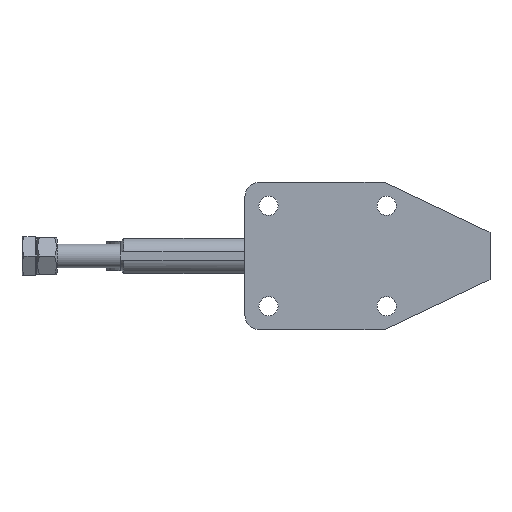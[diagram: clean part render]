
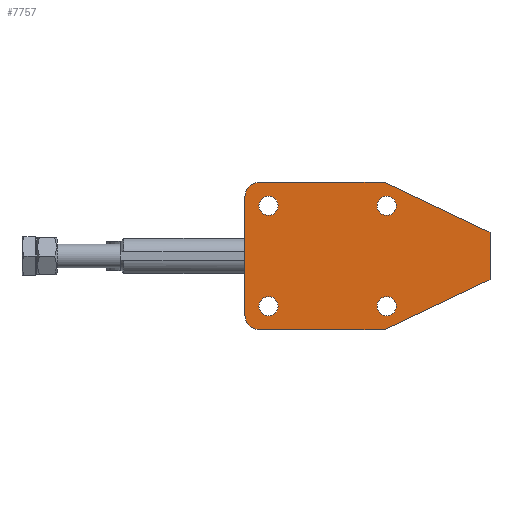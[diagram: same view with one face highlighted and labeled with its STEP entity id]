
A CAD part, front view. The second image highlights one B-rep face of the part: STEP entity #7757.
In plain terms, the highlighted planar face has unit normal (0, -1, 0).
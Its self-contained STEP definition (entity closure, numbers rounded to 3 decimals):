
#41 = VERTEX_POINT ( 'NONE', #8093 ) ;
#107 = DIRECTION ( 'NONE',  ( -1., 0., 0. ) ) ;
#148 = EDGE_CURVE ( 'NONE', #1941, #7390, #1802, .T. ) ;
#151 = AXIS2_PLACEMENT_3D ( 'NONE', #3421, #5864, #5544 ) ;
#157 = DIRECTION ( 'NONE',  ( -1., 0., 0. ) ) ;
#197 = LINE ( 'NONE', #7171, #3334 ) ;
#346 = DIRECTION ( 'NONE',  ( 0., 1., 0. ) ) ;
#405 = ORIENTED_EDGE ( 'NONE', *, *, #6350, .T. ) ;
#439 = CARTESIAN_POINT ( 'NONE',  ( -78., 0., 22. ) ) ;
#599 = CARTESIAN_POINT ( 'NONE',  ( -35., 0., -20. ) ) ;
#672 = ORIENTED_EDGE ( 'NONE', *, *, #2043, .T. ) ;
#683 = EDGE_CURVE ( 'NONE', #3046, #3703, #3100, .T. ) ;
#686 = LINE ( 'NONE', #1975, #3993 ) ;
#698 = CIRCLE ( 'NONE', #3455, 3.25 ) ;
#701 = FACE_BOUND ( 'NONE', #1829, .T. ) ;
#798 = VERTEX_POINT ( 'NONE', #6344 ) ;
#874 = EDGE_CURVE ( 'NONE', #3703, #1032, #7211, .T. ) ;
#1032 = VERTEX_POINT ( 'NONE', #3836 ) ;
#1039 = CARTESIAN_POINT ( 'NONE',  ( -31.75, 0., 14. ) ) ;
#1080 = EDGE_CURVE ( 'NONE', #3715, #7326, #4820, .T. ) ;
#1212 = DIRECTION ( 'NONE',  ( -1., 0., 0. ) ) ;
#1234 = EDGE_CURVE ( 'NONE', #6680, #41, #698, .T. ) ;
#1304 = CIRCLE ( 'NONE', #3840, 3.25 ) ;
#1403 = VERTEX_POINT ( 'NONE', #4039 ) ;
#1457 = CARTESIAN_POINT ( 'NONE',  ( -78.25, 0., -20. ) ) ;
#1492 = EDGE_CURVE ( 'NONE', #7390, #798, #197, .T. ) ;
#1499 = DIRECTION ( 'NONE',  ( 0., -1., 0. ) ) ;
#1704 = DIRECTION ( 'NONE',  ( 0., 1., 0. ) ) ;
#1705 = DIRECTION ( 'NONE',  ( -1., 0., 0. ) ) ;
#1742 = DIRECTION ( 'NONE',  ( -1., 0., 0. ) ) ;
#1758 = CARTESIAN_POINT ( 'NONE',  ( -75., 0., 14. ) ) ;
#1802 = LINE ( 'NONE', #3003, #1925 ) ;
#1829 = EDGE_LOOP ( 'NONE', ( #1986, #3128 ) ) ;
#1893 = DIRECTION ( 'NONE',  ( -0.904, 0., 0.428 ) ) ;
#1925 = VECTOR ( 'NONE', #6611, 1000. ) ;
#1941 = VERTEX_POINT ( 'NONE', #4106 ) ;
#1975 = CARTESIAN_POINT ( 'NONE',  ( -78., 0., 22. ) ) ;
#1986 = ORIENTED_EDGE ( 'NONE', *, *, #4271, .T. ) ;
#1999 = DIRECTION ( 'NONE',  ( 0., 1., 0. ) ) ;
#2043 = EDGE_CURVE ( 'NONE', #5742, #3046, #686, .T. ) ;
#2055 = AXIS2_PLACEMENT_3D ( 'NONE', #2707, #1499, #1742 ) ;
#2351 = ORIENTED_EDGE ( 'NONE', *, *, #1080, .F. ) ;
#2489 = CARTESIAN_POINT ( 'NONE',  ( -83., 0., -3. ) ) ;
#2492 = ORIENTED_EDGE ( 'NONE', *, *, #6828, .F. ) ;
#2558 = DIRECTION ( 'NONE',  ( -1., 0., 0. ) ) ;
#2572 = CARTESIAN_POINT ( 'NONE',  ( -31.75, 0., -20. ) ) ;
#2688 = VECTOR ( 'NONE', #4480, 1000. ) ;
#2692 = DIRECTION ( 'NONE',  ( 0., -1., 0. ) ) ;
#2707 = CARTESIAN_POINT ( 'NONE',  ( -78., 0., 17. ) ) ;
#2853 = DIRECTION ( 'NONE',  ( -1., 0., 0. ) ) ;
#2866 = DIRECTION ( 'NONE',  ( -1., 0., 0. ) ) ;
#2891 = LINE ( 'NONE', #7153, #2688 ) ;
#2909 = AXIS2_PLACEMENT_3D ( 'NONE', #4086, #346, #2853 ) ;
#2910 = CARTESIAN_POINT ( 'NONE',  ( -75., 0., -20. ) ) ;
#3003 = CARTESIAN_POINT ( 'NONE',  ( -35.27, 0., -27.711 ) ) ;
#3036 = ORIENTED_EDGE ( 'NONE', *, *, #7033, .F. ) ;
#3040 = DIRECTION ( 'NONE',  ( 0., -1., 0. ) ) ;
#3046 = VERTEX_POINT ( 'NONE', #439 ) ;
#3093 = CARTESIAN_POINT ( 'NONE',  ( -83., 0., 17. ) ) ;
#3097 = EDGE_CURVE ( 'NONE', #798, #1032, #8080, .T. ) ;
#3100 = CIRCLE ( 'NONE', #2055, 5. ) ;
#3113 = AXIS2_PLACEMENT_3D ( 'NONE', #2910, #1704, #157 ) ;
#3120 = CARTESIAN_POINT ( 'NONE',  ( -78.25, 0., 14. ) ) ;
#3128 = ORIENTED_EDGE ( 'NONE', *, *, #3214, .T. ) ;
#3148 = EDGE_CURVE ( 'NONE', #5743, #1403, #5591, .T. ) ;
#3214 = EDGE_CURVE ( 'NONE', #6430, #5596, #3686, .T. ) ;
#3237 = ORIENTED_EDGE ( 'NONE', *, *, #3148, .T. ) ;
#3246 = CIRCLE ( 'NONE', #7589, 3.25 ) ;
#3334 = VECTOR ( 'NONE', #2866, 1000. ) ;
#3421 = CARTESIAN_POINT ( 'NONE',  ( -35., 0., -20. ) ) ;
#3455 = AXIS2_PLACEMENT_3D ( 'NONE', #7874, #5672, #8028 ) ;
#3682 = VECTOR ( 'NONE', #1893, 1000. ) ;
#3686 = CIRCLE ( 'NONE', #8003, 3.25 ) ;
#3687 = CARTESIAN_POINT ( 'NONE',  ( -75., 0., -20. ) ) ;
#3703 = VERTEX_POINT ( 'NONE', #3093 ) ;
#3715 = VERTEX_POINT ( 'NONE', #3120 ) ;
#3823 = AXIS2_PLACEMENT_3D ( 'NONE', #7224, #4914, #1705 ) ;
#3836 = CARTESIAN_POINT ( 'NONE',  ( -83., 0., -23. ) ) ;
#3840 = AXIS2_PLACEMENT_3D ( 'NONE', #7495, #3040, #6232 ) ;
#3993 = VECTOR ( 'NONE', #7246, 1000. ) ;
#4039 = CARTESIAN_POINT ( 'NONE',  ( -71.75, 0., -20. ) ) ;
#4086 = CARTESIAN_POINT ( 'NONE',  ( -78., 0., -23. ) ) ;
#4106 = CARTESIAN_POINT ( 'NONE',  ( 0., 0., -11. ) ) ;
#4157 = EDGE_LOOP ( 'NONE', ( #4184, #3237 ) ) ;
#4184 = ORIENTED_EDGE ( 'NONE', *, *, #4357, .T. ) ;
#4271 = EDGE_CURVE ( 'NONE', #5596, #6430, #7150, .T. ) ;
#4313 = DIRECTION ( 'NONE',  ( 0., -1., 0. ) ) ;
#4357 = EDGE_CURVE ( 'NONE', #1403, #5743, #5039, .T. ) ;
#4453 = AXIS2_PLACEMENT_3D ( 'NONE', #5866, #2692, #7138 ) ;
#4480 = DIRECTION ( 'NONE',  ( 0., 0., -1. ) ) ;
#4541 = CARTESIAN_POINT ( 'NONE',  ( -71.75, 0., 14. ) ) ;
#4600 = FACE_BOUND ( 'NONE', #7359, .T. ) ;
#4820 = CIRCLE ( 'NONE', #3823, 3.25 ) ;
#4869 = ORIENTED_EDGE ( 'NONE', *, *, #683, .T. ) ;
#4914 = DIRECTION ( 'NONE',  ( 0., -1., 0. ) ) ;
#5020 = ORIENTED_EDGE ( 'NONE', *, *, #148, .F. ) ;
#5039 = CIRCLE ( 'NONE', #3113, 3.25 ) ;
#5067 = VERTEX_POINT ( 'NONE', #6065 ) ;
#5266 = EDGE_LOOP ( 'NONE', ( #5851, #7008, #5660, #5020, #3036, #405, #672, #4869 ) ) ;
#5294 = VECTOR ( 'NONE', #8138, 1000. ) ;
#5357 = EDGE_LOOP ( 'NONE', ( #5833, #2492 ) ) ;
#5364 = EDGE_CURVE ( 'NONE', #7326, #3715, #3246, .T. ) ;
#5544 = DIRECTION ( 'NONE',  ( -1., 0., 0. ) ) ;
#5591 = CIRCLE ( 'NONE', #6315, 3.25 ) ;
#5596 = VERTEX_POINT ( 'NONE', #2572 ) ;
#5660 = ORIENTED_EDGE ( 'NONE', *, *, #1492, .F. ) ;
#5662 = CARTESIAN_POINT ( 'NONE',  ( -38.25, 0., -20. ) ) ;
#5672 = DIRECTION ( 'NONE',  ( 0., -1., 0. ) ) ;
#5685 = CARTESIAN_POINT ( 'NONE',  ( -35.27, 0., 21.711 ) ) ;
#5742 = VERTEX_POINT ( 'NONE', #8174 ) ;
#5743 = VERTEX_POINT ( 'NONE', #1457 ) ;
#5750 = FACE_BOUND ( 'NONE', #4157, .T. ) ;
#5833 = ORIENTED_EDGE ( 'NONE', *, *, #1234, .F. ) ;
#5851 = ORIENTED_EDGE ( 'NONE', *, *, #874, .T. ) ;
#5864 = DIRECTION ( 'NONE',  ( 0., 1., 0. ) ) ;
#5866 = CARTESIAN_POINT ( 'NONE',  ( -83., 0., -3. ) ) ;
#6065 = CARTESIAN_POINT ( 'NONE',  ( 0., 0., 5. ) ) ;
#6232 = DIRECTION ( 'NONE',  ( -1., 0., 0. ) ) ;
#6299 = DIRECTION ( 'NONE',  ( 0., 1., 0. ) ) ;
#6315 = AXIS2_PLACEMENT_3D ( 'NONE', #3687, #1999, #107 ) ;
#6344 = CARTESIAN_POINT ( 'NONE',  ( -78., 0., -28. ) ) ;
#6345 = FACE_OUTER_BOUND ( 'NONE', #5266, .T. ) ;
#6350 = EDGE_CURVE ( 'NONE', #5067, #5742, #7079, .T. ) ;
#6430 = VERTEX_POINT ( 'NONE', #5662 ) ;
#6495 = PLANE ( 'NONE',  #4453 ) ;
#6611 = DIRECTION ( 'NONE',  ( -0.904, 0., -0.428 ) ) ;
#6680 = VERTEX_POINT ( 'NONE', #1039 ) ;
#6729 = CARTESIAN_POINT ( 'NONE',  ( -35.88, 0., -28. ) ) ;
#6828 = EDGE_CURVE ( 'NONE', #41, #6680, #1304, .T. ) ;
#7008 = ORIENTED_EDGE ( 'NONE', *, *, #3097, .F. ) ;
#7033 = EDGE_CURVE ( 'NONE', #5067, #1941, #2891, .T. ) ;
#7079 = LINE ( 'NONE', #5685, #3682 ) ;
#7138 = DIRECTION ( 'NONE',  ( 1., 0., 0. ) ) ;
#7150 = CIRCLE ( 'NONE', #151, 3.25 ) ;
#7153 = CARTESIAN_POINT ( 'NONE',  ( 0., 0., -3. ) ) ;
#7171 = CARTESIAN_POINT ( 'NONE',  ( -78., 0., -28. ) ) ;
#7211 = LINE ( 'NONE', #2489, #5294 ) ;
#7224 = CARTESIAN_POINT ( 'NONE',  ( -75., 0., 14. ) ) ;
#7240 = FACE_BOUND ( 'NONE', #5357, .T. ) ;
#7246 = DIRECTION ( 'NONE',  ( -1., 0., 0. ) ) ;
#7326 = VERTEX_POINT ( 'NONE', #4541 ) ;
#7359 = EDGE_LOOP ( 'NONE', ( #7748, #2351 ) ) ;
#7390 = VERTEX_POINT ( 'NONE', #6729 ) ;
#7495 = CARTESIAN_POINT ( 'NONE',  ( -35., 0., 14. ) ) ;
#7589 = AXIS2_PLACEMENT_3D ( 'NONE', #1758, #4313, #2558 ) ;
#7748 = ORIENTED_EDGE ( 'NONE', *, *, #5364, .F. ) ;
#7757 = ADVANCED_FACE ( 'NONE', ( #5750, #701, #6345, #4600, #7240 ), #6495, .T. ) ;
#7874 = CARTESIAN_POINT ( 'NONE',  ( -35., 0., 14. ) ) ;
#8003 = AXIS2_PLACEMENT_3D ( 'NONE', #599, #6299, #1212 ) ;
#8028 = DIRECTION ( 'NONE',  ( -1., 0., 0. ) ) ;
#8080 = CIRCLE ( 'NONE', #2909, 5. ) ;
#8093 = CARTESIAN_POINT ( 'NONE',  ( -38.25, 0., 14. ) ) ;
#8138 = DIRECTION ( 'NONE',  ( 0., 0., -1. ) ) ;
#8174 = CARTESIAN_POINT ( 'NONE',  ( -35.88, 0., 22. ) ) ;
